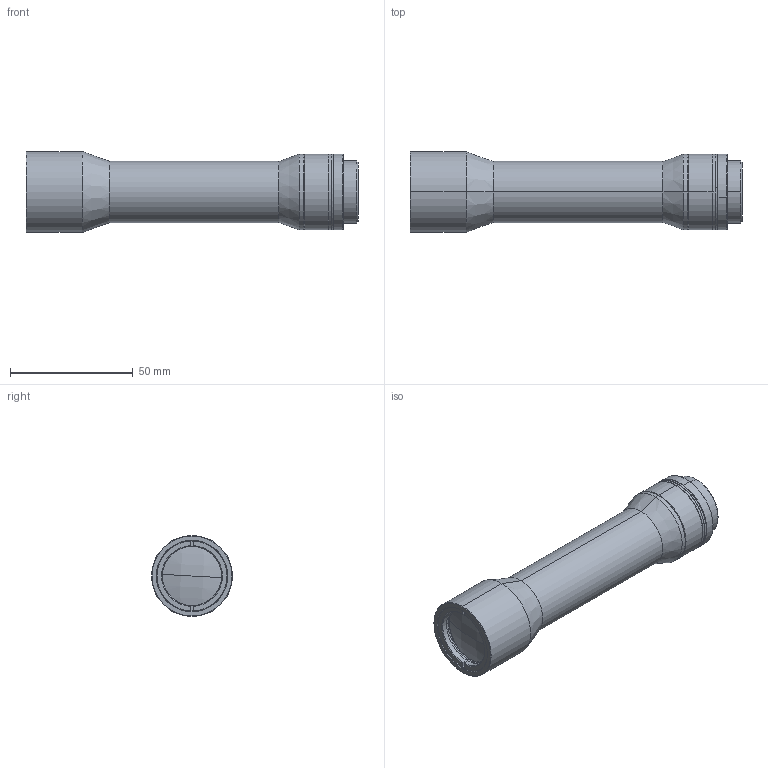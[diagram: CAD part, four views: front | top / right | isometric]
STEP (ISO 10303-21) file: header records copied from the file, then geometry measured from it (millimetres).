
FILE_DESCRIPTION (( 'STEP AP214' ), '1' );
FILE_NAME ('OTL11.5-20-110C.STEP', '2023-05-12T01:51:17', ( '' ), ( '' ), 'SwSTEP 2.0', 'SolidWorks 2022', '' );
FILE_SCHEMA (( 'AUTOMOTIVE_DESIGN' ));
Length unit declared in the file: millimetre
Products named in the file (1): OTL11.5-20-110C
Bounding box: 135.49 x 33 x 33 mm (x, y, z)
Volume: 53188 mm3; surface area: 28983.6 mm2
Topology: 13 solids, 13 shells, 205 faces, 449 edges, 282 vertices
Faces by surface type: cylinder 76, cone 66, plane 50, bspline 13
Entity records: 8346 total; most frequent: CARTESIAN_POINT 1246, DIRECTION 1082, ORIENTED_EDGE 898, AXIS2_PLACEMENT_3D 458, EDGE_CURVE 449, VERTEX_POINT 282, CIRCLE 265, EDGE_LOOP 239
